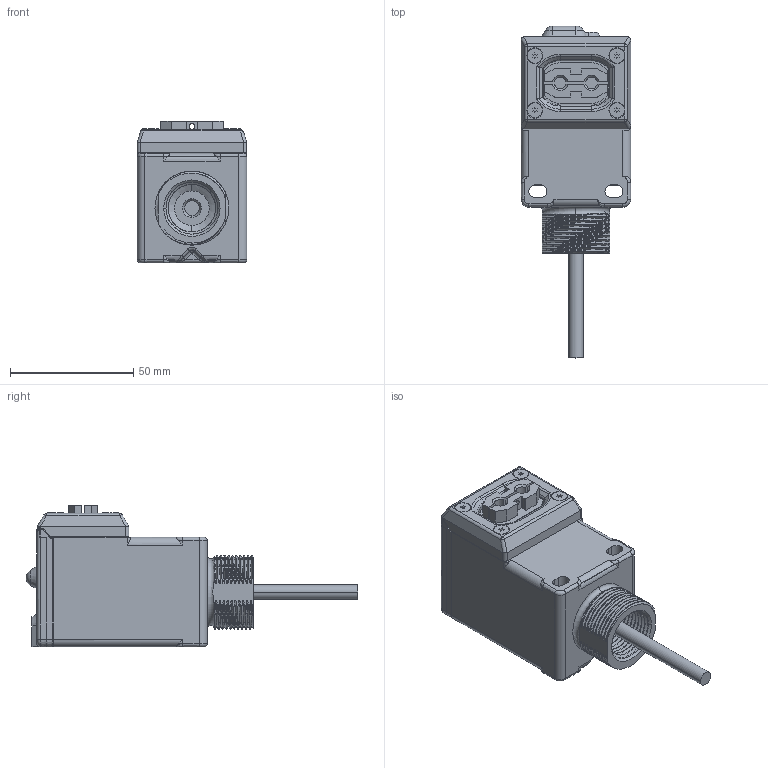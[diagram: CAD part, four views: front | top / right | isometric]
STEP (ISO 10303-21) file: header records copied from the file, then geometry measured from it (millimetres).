
FILE_DESCRIPTION((''),'2;1');
FILE_NAME('156704_SM01_ASM','2022-11-07T09:51:31',('PDMAdmin'),('BANNER ENGINEERING'),'CREO PARAMETRIC BY PTC INC, 2019292','CREO PARAMETRIC BY PTC INC, 2019292','');
FILE_SCHEMA(('CONFIG_CONTROL_DESIGN'));
Products named in the file (3): 156704_EP01; 09459; 156704_SM01_ASM
Assembly tree (2 placements, depth 2):
  156704_SM01_ASM
    156704_EP01
    09459
Bounding box: 44.57 x 134.61 x 57.56 mm (x, y, z)
Volume: 153055.4 mm3; surface area: 31194.2 mm2
Topology: 2 solids, 2 shells, 835 faces, 2238 edges, 1414 vertices
Faces by surface type: plane 351, cylinder 232, bspline 144, cone 58, torus 37, sphere 13
Entity records: 40260 total; most frequent: CARTESIAN_POINT 20532, ORIENTED_EDGE 4460, DIRECTION 3557, EDGE_CURVE 2230, VERTEX_POINT 1414, VECTOR 1265, LINE 1265, AXIS2_PLACEMENT_3D 1146
